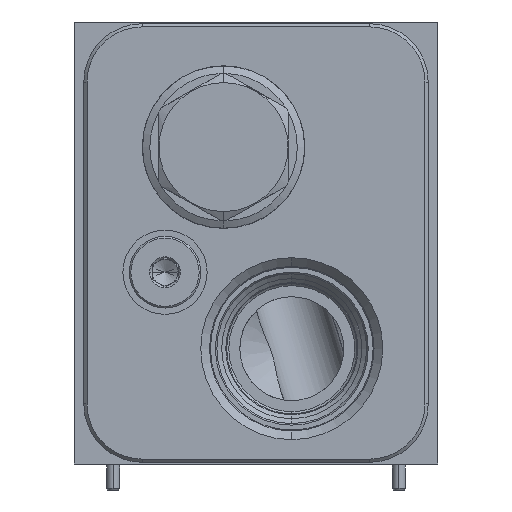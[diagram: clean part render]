
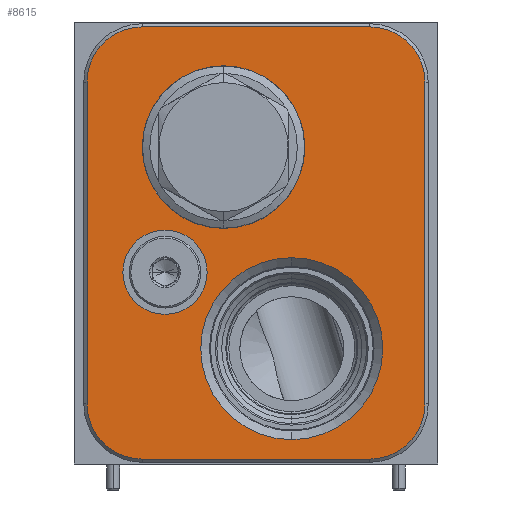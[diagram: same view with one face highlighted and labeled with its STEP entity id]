
A CAD part, left-side view. The second image highlights one B-rep face of the part: STEP entity #8615.
In plain terms, the highlighted planar face has unit normal (-1, 0, 0).
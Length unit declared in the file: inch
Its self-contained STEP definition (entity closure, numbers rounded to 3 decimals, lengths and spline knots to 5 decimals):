
#3155=CARTESIAN_POINT('',(0.,-1.438,3.047));
#3156=DIRECTION('',(1.,0.,0.));
#3157=DIRECTION('',(0.,0.,-1.));
#3158=AXIS2_PLACEMENT_3D('',#3155,#3156,#3157);
#3160=CARTESIAN_POINT('',(0.,-1.438,3.047));
#3161=DIRECTION('',(1.,0.,0.));
#3162=DIRECTION('',(0.,0.,1.));
#3163=AXIS2_PLACEMENT_3D('',#3160,#3161,#3162);
#3165=CARTESIAN_POINT('',(0.,-0.875,1.844));
#3166=DIRECTION('',(1.,0.,0.));
#3167=DIRECTION('',(0.,0.,-1.));
#3168=AXIS2_PLACEMENT_3D('',#3165,#3166,#3167);
#3170=CARTESIAN_POINT('',(0.,-0.875,1.844));
#3171=DIRECTION('',(1.,0.,0.));
#3172=DIRECTION('',(0.,0.,1.));
#3173=AXIS2_PLACEMENT_3D('',#3170,#3171,#3172);
#3175=CARTESIAN_POINT('',(0.,-2.094,1.109));
#3176=DIRECTION('',(1.,0.,0.));
#3177=DIRECTION('',(0.,0.,-1.));
#3178=AXIS2_PLACEMENT_3D('',#3175,#3176,#3177);
#3180=CARTESIAN_POINT('',(0.,-2.094,1.109));
#3181=DIRECTION('',(1.,0.,0.));
#3182=DIRECTION('',(0.,0.,1.));
#3183=AXIS2_PLACEMENT_3D('',#3180,#3181,#3182);
#3424=CARTESIAN_POINT('',(0.,-2.844,3.672));
#3425=DIRECTION('',(1.,0.,0.));
#3426=DIRECTION('',(0.,0.,1.));
#3427=AXIS2_PLACEMENT_3D('',#3424,#3425,#3426);
#3438=DIRECTION('',(0.,-1.,0.));
#3439=VECTOR('',#3438,2.188);
#3440=CARTESIAN_POINT('',(0.,-0.656,4.203));
#3441=LINE('',#3440,#3439);
#3450=CARTESIAN_POINT('',(0.,-0.656,3.672));
#3451=DIRECTION('',(1.,0.,0.));
#3452=DIRECTION('',(0.,1.,0.));
#3453=AXIS2_PLACEMENT_3D('',#3450,#3451,#3452);
#3464=DIRECTION('',(0.,0.,1.));
#3465=VECTOR('',#3464,3.094);
#3466=CARTESIAN_POINT('',(0.,-0.125,0.578));
#3467=LINE('',#3466,#3465);
#3476=CARTESIAN_POINT('',(0.,-0.656,0.578));
#3477=DIRECTION('',(1.,0.,0.));
#3478=DIRECTION('',(0.,0.,-1.));
#3479=AXIS2_PLACEMENT_3D('',#3476,#3477,#3478);
#3490=DIRECTION('',(0.,1.,0.));
#3491=VECTOR('',#3490,2.188);
#3492=CARTESIAN_POINT('',(0.,-2.844,0.047));
#3493=LINE('',#3492,#3491);
#3498=CARTESIAN_POINT('',(0.,-2.844,0.578));
#3499=DIRECTION('',(1.,0.,0.));
#3500=DIRECTION('',(0.,-1.,0.));
#3501=AXIS2_PLACEMENT_3D('',#3498,#3499,#3500);
#3516=DIRECTION('',(0.,0.,-1.));
#3517=VECTOR('',#3516,3.094);
#3518=CARTESIAN_POINT('',(0.,-3.375,3.672));
#3519=LINE('',#3518,#3517);
#6193=CARTESIAN_POINT('',(0.,-1.438,2.265));
#6194=CARTESIAN_POINT('',(0.,-1.438,3.829));
#6195=VERTEX_POINT('',#6193);
#6196=VERTEX_POINT('',#6194);
#6235=CARTESIAN_POINT('',(0.,-0.875,1.439));
#6236=CARTESIAN_POINT('',(0.,-0.875,2.249));
#6237=VERTEX_POINT('',#6235);
#6238=VERTEX_POINT('',#6236);
#6299=CARTESIAN_POINT('',(0.,-2.094,0.234));
#6300=CARTESIAN_POINT('',(0.,-2.094,1.984));
#6301=VERTEX_POINT('',#6299);
#6302=VERTEX_POINT('',#6300);
#6339=CARTESIAN_POINT('',(0.,-2.844,0.047));
#6340=CARTESIAN_POINT('',(0.,-0.656,0.047));
#6341=VERTEX_POINT('',#6339);
#6342=VERTEX_POINT('',#6340);
#6347=CARTESIAN_POINT('',(0.,-0.125,0.578));
#6348=VERTEX_POINT('',#6347);
#6351=CARTESIAN_POINT('',(0.,-0.125,3.672));
#6352=VERTEX_POINT('',#6351);
#6355=CARTESIAN_POINT('',(0.,-0.656,4.203));
#6356=VERTEX_POINT('',#6355);
#6359=CARTESIAN_POINT('',(0.,-2.844,4.203));
#6360=VERTEX_POINT('',#6359);
#6363=CARTESIAN_POINT('',(0.,-3.375,3.672));
#6364=VERTEX_POINT('',#6363);
#6367=CARTESIAN_POINT('',(0.,-3.375,0.578));
#6368=VERTEX_POINT('',#6367);
#8575=CARTESIAN_POINT('',(0.,0.,0.));
#8576=DIRECTION('',(-1.,0.,0.));
#8577=DIRECTION('',(0.,-1.,0.));
#8578=AXIS2_PLACEMENT_3D('',#8575,#8576,#8577);
#8579=PLANE('',#8578);
#8581=ORIENTED_EDGE('',*,*,#8580,.T.);
#8583=ORIENTED_EDGE('',*,*,#8582,.T.);
#8585=ORIENTED_EDGE('',*,*,#8584,.T.);
#8587=ORIENTED_EDGE('',*,*,#8586,.T.);
#8589=ORIENTED_EDGE('',*,*,#8588,.T.);
#8591=ORIENTED_EDGE('',*,*,#8590,.T.);
#8593=ORIENTED_EDGE('',*,*,#8592,.T.);
#8595=ORIENTED_EDGE('',*,*,#8594,.T.);
#8596=EDGE_LOOP('',(#8581,#8583,#8585,#8587,#8589,#8591,#8593,#8595));
#8597=FACE_OUTER_BOUND('',#8596,.F.);
#8599=ORIENTED_EDGE('',*,*,#8598,.F.);
#8601=ORIENTED_EDGE('',*,*,#8600,.F.);
#8602=EDGE_LOOP('',(#8599,#8601));
#8603=FACE_BOUND('',#8602,.F.);
#8605=ORIENTED_EDGE('',*,*,#8604,.F.);
#8607=ORIENTED_EDGE('',*,*,#8606,.F.);
#8608=EDGE_LOOP('',(#8605,#8607));
#8609=FACE_BOUND('',#8608,.F.);
#8611=ORIENTED_EDGE('',*,*,#8610,.F.);
#8612=ORIENTED_EDGE('',*,*,#8565,.F.);
#8613=EDGE_LOOP('',(#8611,#8612));
#8614=FACE_BOUND('',#8613,.F.);
#8615=ADVANCED_FACE('',(#8597,#8603,#8609,#8614),#8579,.T.);
#3159=CIRCLE('',#3158,0.782);
#3164=CIRCLE('',#3163,0.782);
#3169=CIRCLE('',#3168,0.405);
#3174=CIRCLE('',#3173,0.405);
#3179=CIRCLE('',#3178,0.875);
#3184=CIRCLE('',#3183,0.875);
#3428=CIRCLE('',#3427,0.531);
#3454=CIRCLE('',#3453,0.531);
#3480=CIRCLE('',#3479,0.531);
#3502=CIRCLE('',#3501,0.531);
#8565=EDGE_CURVE('',#6196,#6195,#3164,.T.);
#8580=EDGE_CURVE('',#6360,#6364,#3428,.T.);
#8582=EDGE_CURVE('',#6364,#6368,#3519,.T.);
#8584=EDGE_CURVE('',#6368,#6341,#3502,.T.);
#8586=EDGE_CURVE('',#6341,#6342,#3493,.T.);
#8588=EDGE_CURVE('',#6342,#6348,#3480,.T.);
#8590=EDGE_CURVE('',#6348,#6352,#3467,.T.);
#8592=EDGE_CURVE('',#6352,#6356,#3454,.T.);
#8594=EDGE_CURVE('',#6356,#6360,#3441,.T.);
#8598=EDGE_CURVE('',#6237,#6238,#3169,.T.);
#8600=EDGE_CURVE('',#6238,#6237,#3174,.T.);
#8604=EDGE_CURVE('',#6301,#6302,#3179,.T.);
#8606=EDGE_CURVE('',#6302,#6301,#3184,.T.);
#8610=EDGE_CURVE('',#6195,#6196,#3159,.T.);
